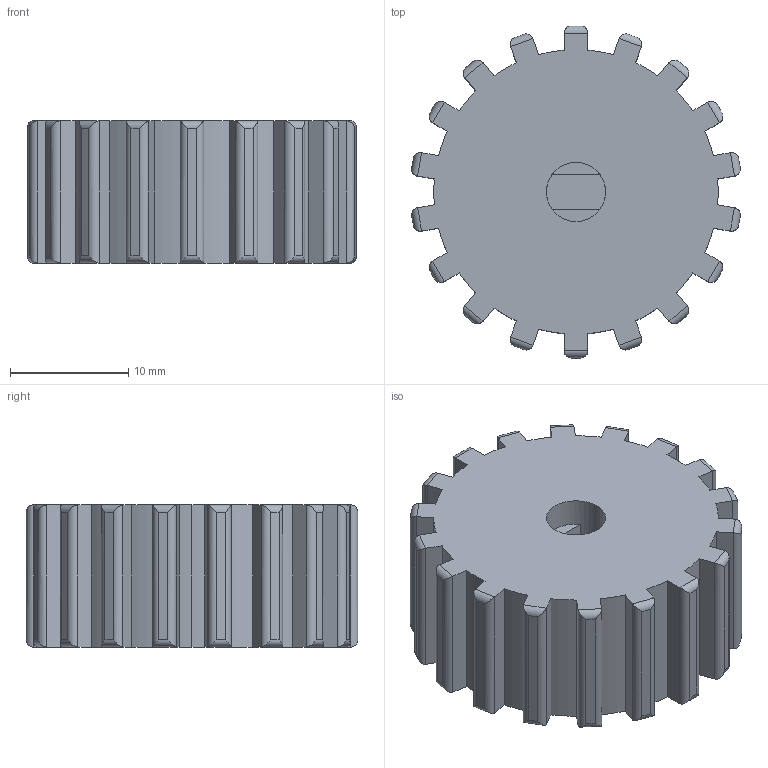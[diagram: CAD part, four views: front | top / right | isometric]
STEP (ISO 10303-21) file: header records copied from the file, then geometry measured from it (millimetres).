
FILE_DESCRIPTION (( 'STEP AP214' ), '1' );
FILE_NAME ('breaker gear.STEP', '2021-05-28T21:30:56', ( '' ), ( '' ), 'SwSTEP 2.0', 'SolidWorks 2020', '' );
FILE_SCHEMA (( 'AUTOMOTIVE_DESIGN' ));
Length unit declared in the file: centimetre
Products named in the file (1): breaker gear
Bounding box: 27.73 x 28 x 12 mm (x, y, z)
Volume: 6128.9 mm3; surface area: 2828.3 mm2
Topology: 1 solids, 1 shells, 162 faces, 405 edges, 246 vertices
Faces by surface type: cylinder 101, plane 61
Entity records: 4713 total; most frequent: CARTESIAN_POINT 1078, ORIENTED_EDGE 810, DIRECTION 689, EDGE_CURVE 405, LINE 271, VECTOR 271, VERTEX_POINT 246, AXIS2_PLACEMENT_3D 209
